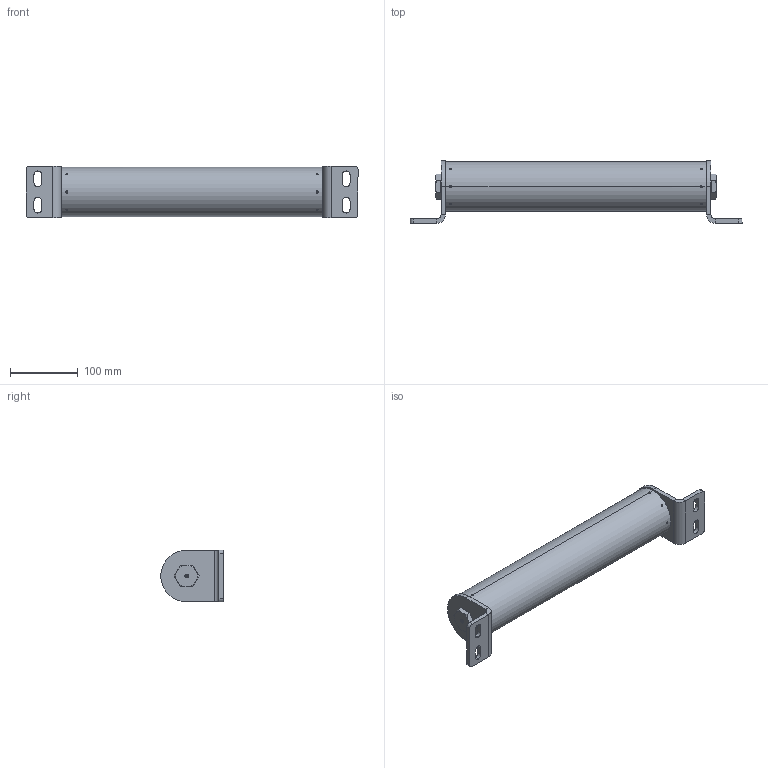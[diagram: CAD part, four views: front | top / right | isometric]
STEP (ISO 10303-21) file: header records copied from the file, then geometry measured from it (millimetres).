
FILE_DESCRIPTION (( 'STEP AP214' ), '1' );
FILE_NAME ('24398.STEP', '2024-05-02T21:07:07', ( '' ), ( '' ), 'SwSTEP 2.0', 'SolidWorks 2021', '' );
FILE_SCHEMA (( 'AUTOMOTIVE_DESIGN' ));
Length unit declared in the file: inch
Products named in the file (1): 24398
Bounding box: 488.95 x 92.08 x 76.2 mm (x, y, z)
Volume: 406072.5 mm3; surface area: 224723.3 mm2
Topology: 25 solids, 25 shells, 1885 faces, 5398 edges, 3595 vertices
Faces by surface type: cylinder 776, plane 487, sphere 326, bspline 198, cone 96, torus 2
Entity records: 110231 total; most frequent: CARTESIAN_POINT 40795, ORIENTED_EDGE 10822, DIRECTION 7544, EDGE_CURVE 5411, VERTEX_POINT 3633, AXIS2_PLACEMENT_3D 3044, B_SPLINE_CURVE_WITH_KNOTS 2209, EDGE_LOOP 1964
